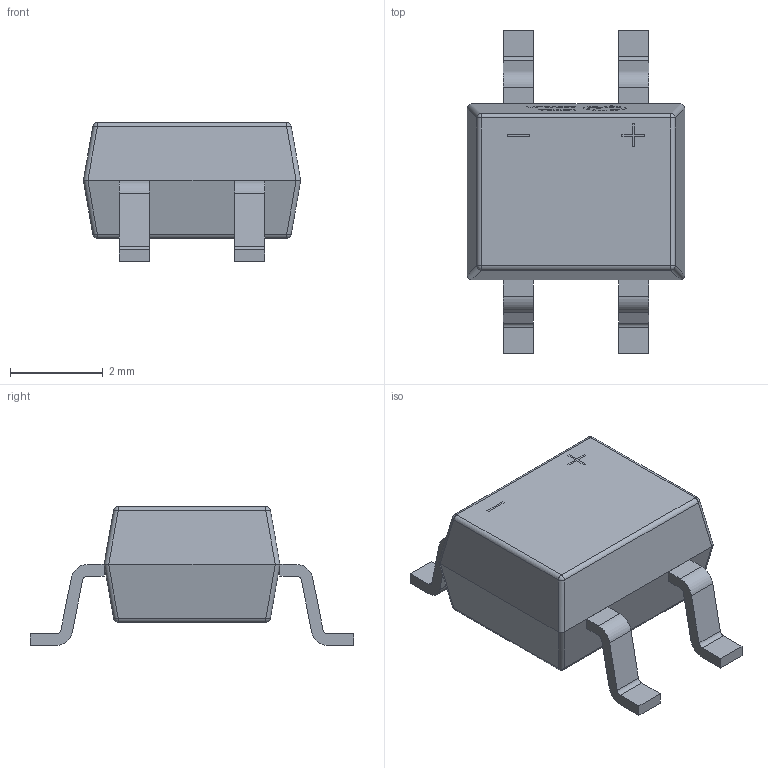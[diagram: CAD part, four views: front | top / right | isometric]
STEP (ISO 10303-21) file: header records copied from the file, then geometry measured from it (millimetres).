
FILE_DESCRIPTION (( 'STEP AP214' ), '1' );
FILE_NAME ('DIO-BG-SMD-4P-L4.7-W3.8-H3.0_HD02-T.step', '2022-07-04T09:47:51', ( '' ), ( '' ), 'SwSTEP 2.0', 'SolidWorks 2020', '' );
FILE_SCHEMA (( 'AUTOMOTIVE_DESIGN' ));
Length unit declared in the file: millimetre
Products named in the file (1): DIO-BG-SMD-4P-L4.7-W3.8-H3.0_HD02-T
Bounding box: 4.7 x 7 x 3 mm (x, y, z)
Volume: 41.8 mm3; surface area: 89.1 mm2
Topology: 5 solids, 5 shells, 316 faces, 839 edges, 554 vertices
Faces by surface type: plane 178, bspline 98, cylinder 32, sphere 8
Entity records: 13789 total; most frequent: CARTESIAN_POINT 3028, ORIENTED_EDGE 1678, DIRECTION 1129, EDGE_CURVE 839, VECTOR 579, LINE 579, VERTEX_POINT 554, EDGE_LOOP 337
